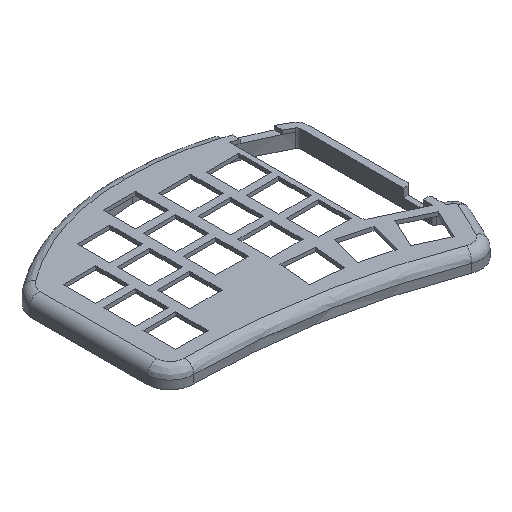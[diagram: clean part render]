
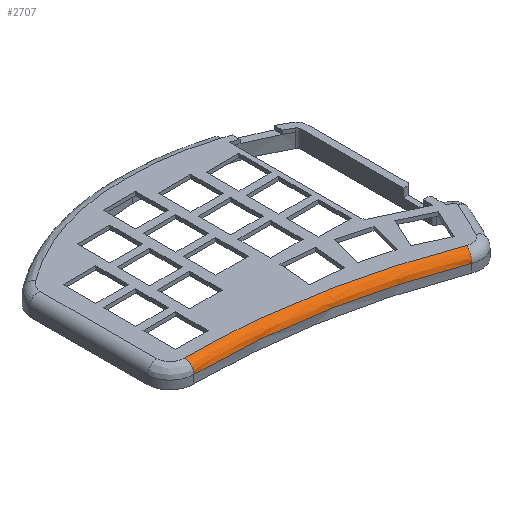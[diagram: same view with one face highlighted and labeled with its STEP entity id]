
A CAD part, isometric view. The second image highlights one B-rep face of the part: STEP entity #2707.
In plain terms, the highlighted free-form (B-spline) face has degree [3, 3] with [5, 10] control points.
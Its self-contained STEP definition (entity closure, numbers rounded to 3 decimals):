
#85=B_SPLINE_CURVE_WITH_KNOTS('',3,(#4140,#4141,#4142,#4143,#4144,#4145,
#4146,#4147,#4148,#4149),.UNSPECIFIED.,.F.,.F.,(4,2,1,1,2,4),(-10.397,
-10.393,-5.939,-4.454,0.,0.002),
 .UNSPECIFIED.);
#87=B_SPLINE_CURVE_WITH_KNOTS('',3,(#4327,#4328,#4329,#4330,#4331,#4332,
#4333,#4334,#4335,#4336,#4337,#4338),.UNSPECIFIED.,.F.,.F.,(4,2,2,2,2,4),
(-0.001,0.,0.16,0.316,0.473,
0.629),.UNSPECIFIED.);
#89=B_SPLINE_CURVE_WITH_KNOTS('',3,(#4426,#4427,#4428,#4429,#4430,#4431,
#4432,#4433,#4434,#4435,#4436,#4437,#4438,#4439,#4440,#4441,#4442,#4443,
#4444),.UNSPECIFIED.,.F.,.F.,(4,3,3,3,3,3,4),(0.,0.197,0.286,
0.491,0.571,0.83,1.),
 .UNSPECIFIED.);
#91=B_SPLINE_CURVE_WITH_KNOTS('',3,(#4509,#4510,#4511,#4512,#4513,#4514),
 .UNSPECIFIED.,.F.,.F.,(4,1,1,4),(0.,4.454,5.939,
10.393),.UNSPECIFIED.);
#115=B_SPLINE_SURFACE_WITH_KNOTS('',3,3,((#4459,#4460,#4461,#4462,#4463,
#4464,#4465,#4466,#4467,#4468),(#4469,#4470,#4471,#4472,#4473,#4474,#4475,
#4476,#4477,#4478),(#4479,#4480,#4481,#4482,#4483,#4484,#4485,#4486,#4487,
#4488),(#4489,#4490,#4491,#4492,#4493,#4494,#4495,#4496,#4497,#4498),(#4499,
#4500,#4501,#4502,#4503,#4504,#4505,#4506,#4507,#4508)),.UNSPECIFIED.,.F.,
 .F.,.F.,(4,1,4),(4,2,1,1,2,4),(0.,0.571,1.),(-0.002,
0.,4.454,5.939,10.393,10.397),
 .UNSPECIFIED.);
#219=FACE_OUTER_BOUND('',#398,.T.);
#398=EDGE_LOOP('',(#2104,#2105,#2106,#2107));
#1273=VERTEX_POINT('',#4126);
#1274=VERTEX_POINT('',#4139);
#1354=VERTEX_POINT('',#4326);
#1356=VERTEX_POINT('',#4413);
#1557=EDGE_CURVE('',#1274,#1273,#85,.T.);
#1641=EDGE_CURVE('',#1274,#1354,#87,.T.);
#1644=EDGE_CURVE('',#1356,#1273,#89,.T.);
#1646=EDGE_CURVE('',#1356,#1354,#91,.T.);
#2104=ORIENTED_EDGE('',*,*,#1557,.T.);
#2105=ORIENTED_EDGE('',*,*,#1644,.F.);
#2106=ORIENTED_EDGE('',*,*,#1646,.T.);
#2107=ORIENTED_EDGE('',*,*,#1641,.F.);
#2707=ADVANCED_FACE('',(#219),#115,.F.);
#4126=CARTESIAN_POINT('',(8.364,-80.129,1.6));
#4139=CARTESIAN_POINT('',(110.074,-98.717,1.6));
#4140=CARTESIAN_POINT('Ctrl Pts',(110.074,-98.717,1.6));
#4141=CARTESIAN_POINT('Ctrl Pts',(110.061,-98.712,1.6));
#4142=CARTESIAN_POINT('Ctrl Pts',(110.048,-98.707,1.6));
#4143=CARTESIAN_POINT('Ctrl Pts',(96.173,-93.383,1.6));
#4144=CARTESIAN_POINT('Ctrl Pts',(77.126,-87.766,1.6));
#4145=CARTESIAN_POINT('Ctrl Pts',(43.036,-81.537,1.6));
#4146=CARTESIAN_POINT('Ctrl Pts',(23.233,-80.055,1.6));
#4147=CARTESIAN_POINT('Ctrl Pts',(8.379,-80.128,1.6));
#4148=CARTESIAN_POINT('Ctrl Pts',(8.371,-80.128,1.6));
#4149=CARTESIAN_POINT('Ctrl Pts',(8.364,-80.129,1.6));
#4326=CARTESIAN_POINT('',(108.601,-102.436,-2.4));
#4327=CARTESIAN_POINT('Ctrl Pts',(110.074,-98.717,1.6));
#4328=CARTESIAN_POINT('Ctrl Pts',(110.072,-98.721,1.6));
#4329=CARTESIAN_POINT('Ctrl Pts',(110.07,-98.725,1.6));
#4330=CARTESIAN_POINT('Ctrl Pts',(109.871,-99.226,1.598));
#4331=CARTESIAN_POINT('Ctrl Pts',(109.677,-99.717,1.489));
#4332=CARTESIAN_POINT('Ctrl Pts',(109.319,-100.619,1.076));
#4333=CARTESIAN_POINT('Ctrl Pts',(109.159,-101.023,0.78));
#4334=CARTESIAN_POINT('Ctrl Pts',(108.89,-101.704,0.039));
#4335=CARTESIAN_POINT('Ctrl Pts',(108.784,-101.974,-0.4));
#4336=CARTESIAN_POINT('Ctrl Pts',(108.639,-102.342,-1.363));
#4337=CARTESIAN_POINT('Ctrl Pts',(108.601,-102.436,-1.879));
#4338=CARTESIAN_POINT('Ctrl Pts',(108.601,-102.436,-2.4));
#4413=CARTESIAN_POINT('',(8.406,-84.128,-2.4));
#4426=CARTESIAN_POINT('Ctrl Pts',(8.406,-84.128,-2.4));
#4427=CARTESIAN_POINT('Ctrl Pts',(8.408,-84.128,-1.988));
#4428=CARTESIAN_POINT('Ctrl Pts',(8.408,-84.063,-1.576));
#4429=CARTESIAN_POINT('Ctrl Pts',(8.408,-83.938,-1.184));
#4430=CARTESIAN_POINT('Ctrl Pts',(8.408,-83.881,-1.006));
#4431=CARTESIAN_POINT('Ctrl Pts',(8.407,-83.813,-0.833));
#4432=CARTESIAN_POINT('Ctrl Pts',(8.406,-83.732,-0.665));
#4433=CARTESIAN_POINT('Ctrl Pts',(8.405,-83.545,-0.278));
#4434=CARTESIAN_POINT('Ctrl Pts',(8.403,-83.295,0.079));
#4435=CARTESIAN_POINT('Ctrl Pts',(8.399,-82.996,0.387));
#4436=CARTESIAN_POINT('Ctrl Pts',(8.398,-82.879,0.508));
#4437=CARTESIAN_POINT('Ctrl Pts',(8.396,-82.754,0.622));
#4438=CARTESIAN_POINT('Ctrl Pts',(8.395,-82.622,0.727));
#4439=CARTESIAN_POINT('Ctrl Pts',(8.39,-82.198,1.064));
#4440=CARTESIAN_POINT('Ctrl Pts',(8.384,-81.704,1.312));
#4441=CARTESIAN_POINT('Ctrl Pts',(8.377,-81.182,1.456));
#4442=CARTESIAN_POINT('Ctrl Pts',(8.373,-80.839,1.551));
#4443=CARTESIAN_POINT('Ctrl Pts',(8.368,-80.484,1.6));
#4444=CARTESIAN_POINT('Ctrl Pts',(8.364,-80.129,1.6));
#4459=CARTESIAN_POINT('Ctrl Pts',(8.383,-84.128,-2.4));
#4460=CARTESIAN_POINT('Ctrl Pts',(8.391,-84.128,-2.4));
#4461=CARTESIAN_POINT('Ctrl Pts',(8.399,-84.128,-2.4));
#4462=CARTESIAN_POINT('Ctrl Pts',(23.041,-84.056,-2.4));
#4463=CARTESIAN_POINT('Ctrl Pts',(42.56,-85.516,-2.4));
#4464=CARTESIAN_POINT('Ctrl Pts',(76.163,-91.656,-2.4));
#4465=CARTESIAN_POINT('Ctrl Pts',(94.938,-97.194,-2.4));
#4466=CARTESIAN_POINT('Ctrl Pts',(108.615,-102.441,-2.4));
#4467=CARTESIAN_POINT('Ctrl Pts',(108.628,-102.446,-2.4));
#4468=CARTESIAN_POINT('Ctrl Pts',(108.641,-102.451,-2.4));
#4469=CARTESIAN_POINT('Ctrl Pts',(8.383,-84.128,-1.203));
#4470=CARTESIAN_POINT('Ctrl Pts',(8.391,-84.128,-1.203));
#4471=CARTESIAN_POINT('Ctrl Pts',(8.399,-84.128,-1.203));
#4472=CARTESIAN_POINT('Ctrl Pts',(23.041,-84.056,-1.203));
#4473=CARTESIAN_POINT('Ctrl Pts',(42.56,-85.516,-1.203));
#4474=CARTESIAN_POINT('Ctrl Pts',(76.163,-91.656,-1.203));
#4475=CARTESIAN_POINT('Ctrl Pts',(94.938,-97.194,-1.203));
#4476=CARTESIAN_POINT('Ctrl Pts',(108.615,-102.441,-1.203));
#4477=CARTESIAN_POINT('Ctrl Pts',(108.628,-102.446,-1.203));
#4478=CARTESIAN_POINT('Ctrl Pts',(108.641,-102.451,-1.203));
#4479=CARTESIAN_POINT('Ctrl Pts',(8.379,-83.123,0.868));
#4480=CARTESIAN_POINT('Ctrl Pts',(8.386,-83.123,0.868));
#4481=CARTESIAN_POINT('Ctrl Pts',(8.394,-83.123,0.868));
#4482=CARTESIAN_POINT('Ctrl Pts',(23.089,-83.051,0.868));
#4483=CARTESIAN_POINT('Ctrl Pts',(42.68,-84.516,0.868));
#4484=CARTESIAN_POINT('Ctrl Pts',(76.405,-90.679,0.868));
#4485=CARTESIAN_POINT('Ctrl Pts',(95.249,-96.236,0.868));
#4486=CARTESIAN_POINT('Ctrl Pts',(108.975,-101.503,0.868));
#4487=CARTESIAN_POINT('Ctrl Pts',(108.988,-101.508,0.868));
#4488=CARTESIAN_POINT('Ctrl Pts',(109.001,-101.513,0.868));
#4489=CARTESIAN_POINT('Ctrl Pts',(8.368,-81.026,1.6));
#4490=CARTESIAN_POINT('Ctrl Pts',(8.376,-81.026,1.6));
#4491=CARTESIAN_POINT('Ctrl Pts',(8.383,-81.026,1.6));
#4492=CARTESIAN_POINT('Ctrl Pts',(23.19,-80.953,1.6));
#4493=CARTESIAN_POINT('Ctrl Pts',(42.929,-82.43,1.6));
#4494=CARTESIAN_POINT('Ctrl Pts',(76.91,-88.639,1.6));
#4495=CARTESIAN_POINT('Ctrl Pts',(95.896,-94.238,1.6));
#4496=CARTESIAN_POINT('Ctrl Pts',(109.726,-99.545,1.6));
#4497=CARTESIAN_POINT('Ctrl Pts',(109.739,-99.55,1.6));
#4498=CARTESIAN_POINT('Ctrl Pts',(109.752,-99.555,1.6));
#4499=CARTESIAN_POINT('Ctrl Pts',(8.364,-80.129,1.6));
#4500=CARTESIAN_POINT('Ctrl Pts',(8.371,-80.128,1.6));
#4501=CARTESIAN_POINT('Ctrl Pts',(8.379,-80.128,1.6));
#4502=CARTESIAN_POINT('Ctrl Pts',(23.233,-80.055,1.6));
#4503=CARTESIAN_POINT('Ctrl Pts',(43.036,-81.537,1.6));
#4504=CARTESIAN_POINT('Ctrl Pts',(77.126,-87.766,1.6));
#4505=CARTESIAN_POINT('Ctrl Pts',(96.173,-93.383,1.6));
#4506=CARTESIAN_POINT('Ctrl Pts',(110.048,-98.707,1.6));
#4507=CARTESIAN_POINT('Ctrl Pts',(110.061,-98.712,1.6));
#4508=CARTESIAN_POINT('Ctrl Pts',(110.074,-98.717,1.6));
#4509=CARTESIAN_POINT('Ctrl Pts',(8.406,-84.128,-2.4));
#4510=CARTESIAN_POINT('Ctrl Pts',(23.041,-84.056,-2.4));
#4511=CARTESIAN_POINT('Ctrl Pts',(42.56,-85.516,-2.4));
#4512=CARTESIAN_POINT('Ctrl Pts',(76.163,-91.656,-2.4));
#4513=CARTESIAN_POINT('Ctrl Pts',(94.938,-97.194,-2.4));
#4514=CARTESIAN_POINT('Ctrl Pts',(108.601,-102.436,-2.4));
